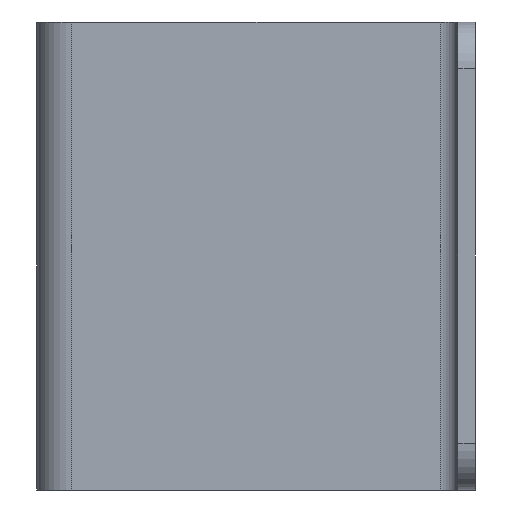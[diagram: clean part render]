
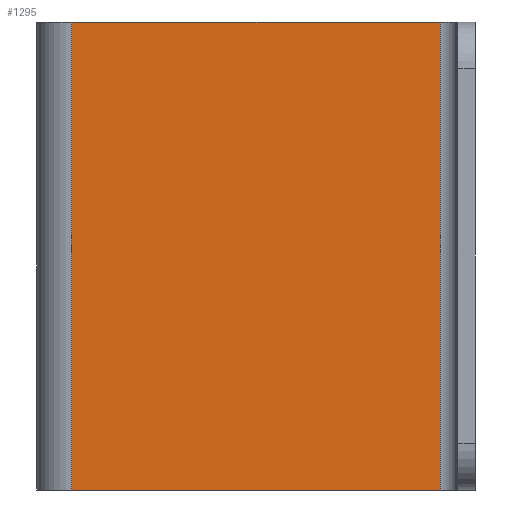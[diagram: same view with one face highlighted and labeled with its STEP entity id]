
A CAD part, left-side view. The second image highlights one B-rep face of the part: STEP entity #1295.
In plain terms, the highlighted planar face has unit normal (-1, 0, 0).
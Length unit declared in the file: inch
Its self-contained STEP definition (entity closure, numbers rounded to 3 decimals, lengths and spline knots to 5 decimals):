
#5 = CARTESIAN_POINT ( 'NONE',  ( -2., -0.9, 0. ) ) ;
#10 = VERTEX_POINT ( 'NONE', #503 ) ;
#110 = CARTESIAN_POINT ( 'NONE',  ( -2., -0.9, 2. ) ) ;
#142 = LINE ( 'NONE', #671, #298 ) ;
#225 = PLANE ( 'NONE',  #1054 ) ;
#291 = VECTOR ( 'NONE', #1574, 39.37008 ) ;
#298 = VECTOR ( 'NONE', #1161, 39.37008 ) ;
#480 = FACE_OUTER_BOUND ( 'NONE', #490, .T. ) ;
#488 = CARTESIAN_POINT ( 'NONE',  ( -2., -0.825, 2. ) ) ;
#490 = EDGE_LOOP ( 'NONE', ( #910, #793, #582, #1507 ) ) ;
#503 = CARTESIAN_POINT ( 'NONE',  ( -2., 0.75, 0. ) ) ;
#579 = CARTESIAN_POINT ( 'NONE',  ( -2., 0.75, 2. ) ) ;
#582 = ORIENTED_EDGE ( 'NONE', *, *, #584, .T. ) ;
#584 = EDGE_CURVE ( 'NONE', #1272, #841, #1532, .T. ) ;
#615 = EDGE_CURVE ( 'NONE', #841, #10, #814, .T. ) ;
#671 = CARTESIAN_POINT ( 'NONE',  ( -2., -0.825, 2. ) ) ;
#682 = DIRECTION ( 'NONE',  ( 0., 1., 0. ) ) ;
#793 = ORIENTED_EDGE ( 'NONE', *, *, #1011, .F. ) ;
#803 = VECTOR ( 'NONE', #844, 39.37008 ) ;
#814 = LINE ( 'NONE', #579, #291 ) ;
#824 = CARTESIAN_POINT ( 'NONE',  ( -2., 0.75, 2. ) ) ;
#841 = VERTEX_POINT ( 'NONE', #824 ) ;
#844 = DIRECTION ( 'NONE',  ( 0., 1., 0. ) ) ;
#864 = LINE ( 'NONE', #5, #803 ) ;
#910 = ORIENTED_EDGE ( 'NONE', *, *, #1315, .F. ) ;
#913 = CARTESIAN_POINT ( 'NONE',  ( -2., -0.9, 2. ) ) ;
#940 = VERTEX_POINT ( 'NONE', #1512 ) ;
#999 = DIRECTION ( 'NONE',  ( -1., 0., 0. ) ) ;
#1011 = EDGE_CURVE ( 'NONE', #1272, #940, #142, .T. ) ;
#1054 = AXIS2_PLACEMENT_3D ( 'NONE', #110, #999, #1464 ) ;
#1071 = VECTOR ( 'NONE', #682, 39.37008 ) ;
#1161 = DIRECTION ( 'NONE',  ( 0., 0., -1. ) ) ;
#1272 = VERTEX_POINT ( 'NONE', #488 ) ;
#1295 = ADVANCED_FACE ( 'NONE', ( #480 ), #225, .T. ) ;
#1315 = EDGE_CURVE ( 'NONE', #940, #10, #864, .T. ) ;
#1464 = DIRECTION ( 'NONE',  ( 0., 0., 1. ) ) ;
#1507 = ORIENTED_EDGE ( 'NONE', *, *, #615, .T. ) ;
#1512 = CARTESIAN_POINT ( 'NONE',  ( -2., -0.825, 0. ) ) ;
#1532 = LINE ( 'NONE', #913, #1071 ) ;
#1574 = DIRECTION ( 'NONE',  ( 0., 0., -1. ) ) ;
